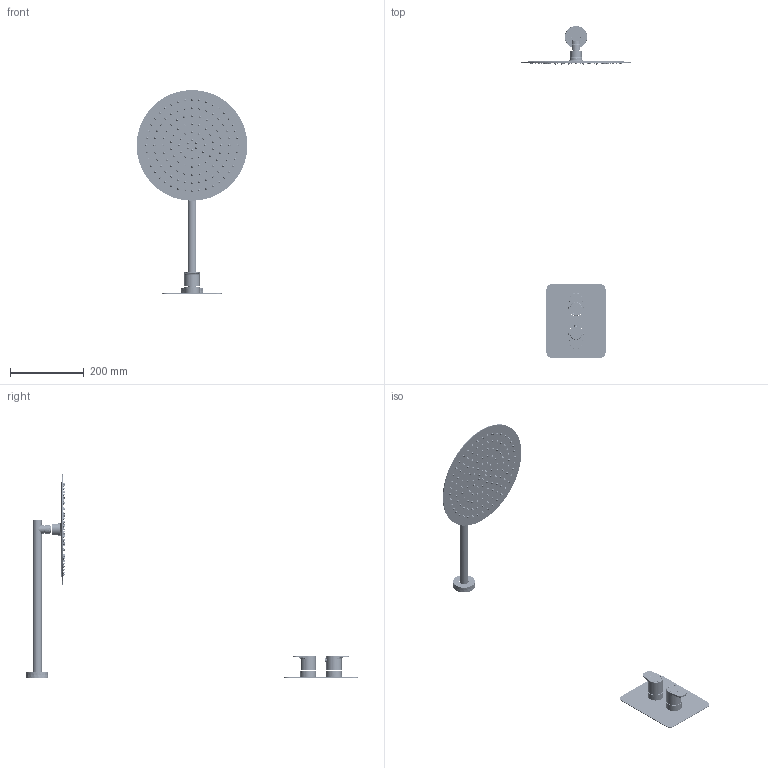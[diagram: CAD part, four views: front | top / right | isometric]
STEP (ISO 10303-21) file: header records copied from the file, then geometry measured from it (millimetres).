
FILE_DESCRIPTION (( 'STEP AP203' ), '1' );
FILE_NAME ('36DP09521.STEP', '2025-08-25T06:56:41', ( '' ), ( '' ), 'SwSTEP 2.0', 'SolidWorks 2021', '' );
FILE_SCHEMA (( 'CONFIG_CONTROL_DESIGN' ));
Length unit declared in the file: millimetre
Products named in the file (1): 36DP09521
Bounding box: 300 x 899.12 x 552.72 mm (x, y, z)
Surface area: 605773 mm2 (no closed solid volume)
Topology: 0 solids, 19 shells, 2814 faces, 6711 edges, 4512 vertices
Faces by surface type: bspline 909, plane 899, cylinder 655, cone 315, torus 32, sphere 4
Full cylindrical faces by diameter (mm): 1.2 x132, 3.1 x2, 3.3 x2, 4 x265, 4.15 x1, 4.5 x2, 4.65 x1, 5.8 x132, 7 x1, 10.1 x1, 10.2 x1, 12.45 x1, 12.5 x2, 14 x1, 16.45 x2, 18 x2, 18.1 x1, 19 x1, 19.1 x4, 20 x1, 20.45 x3, 21.3 x1, 23 x2, 23.5 x1, 24 x1, 24.41 x1, 25.6 x2, 26.3 x1, 26.7 x7, 28.6 x2
Entity records: 111928 total; most frequent: CARTESIAN_POINT 59549, DIRECTION 9420, ORIENTED_EDGE 9060, EDGE_LOOP 5504, EDGE_CURVE 4532, AXIS2_PLACEMENT_3D 4231, FACE_OUTER_BOUND 4069, VERTEX_POINT 3906
